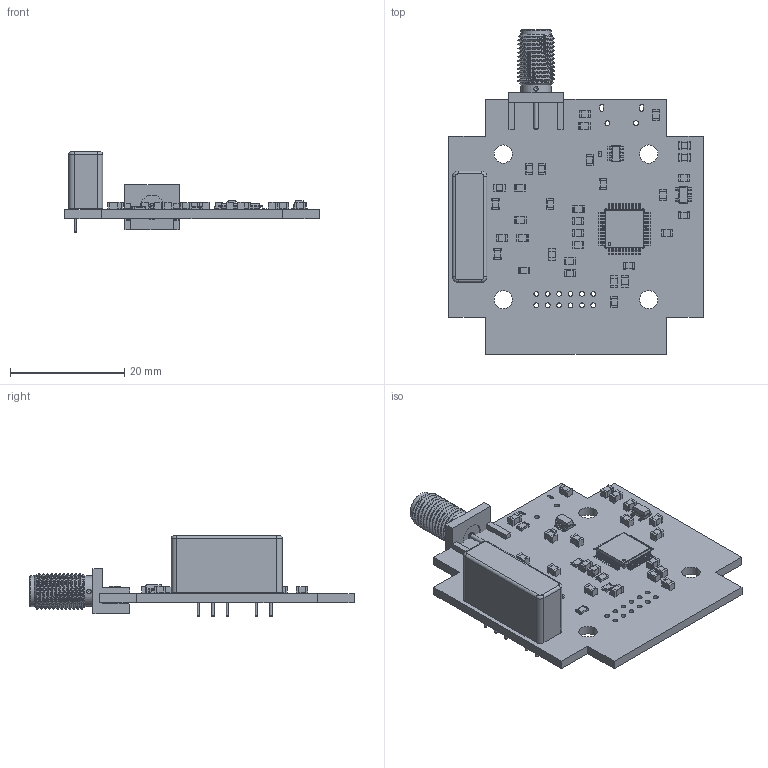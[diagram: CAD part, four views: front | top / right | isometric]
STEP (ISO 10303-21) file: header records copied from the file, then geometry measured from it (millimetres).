
FILE_DESCRIPTION(('KiCad electronic assembly'),'2;1');
FILE_NAME('gFocus.step','2025-04-15T15:53:42',('Pcbnew'),('Kicad'), 'Open CASCADE STEP processor 7.8','KiCad to STEP converter','Unknown' );
FILE_SCHEMA(('AUTOMOTIVE_DESIGN { 1 0 10303 214 1 1 1 1 }'));
Length unit declared in the file: millimetre
Products named in the file (20): gFocus 1; Converter_DCDC_Murata_NMAxxxxSC_THT; Converter_DCDC_muRata_NMAxxxxSC_THT; C_0805_2012Metric; R_0805_2012Metric; SOT-23-6; SOT_23_6; TQFP-48_7x7mm_P0.5mm; TQFP_48_7x7mm_P05mm; D_SOD-882; L_0805_2012Metric; SOT-23-5; SOT_23_5; SMA_Amphenol_132289_EdgeMount; _autosave-gFocus_PCB
Assembly tree (49 placements, depth 3):
  gFocus 1
    Converter_DCDC_Murata_NMAxxxxSC_THT
      Converter_DCDC_muRata_NMAxxxxSC_THT
    C_0805_2012Metric  x23
      C_0805_2012Metric
    R_0805_2012Metric  x8
      R_0805_2012Metric
    SOT-23-6
      SOT_23_6
    TQFP-48_7x7mm_P0.5mm
      TQFP_48_7x7mm_P05mm
    D_SOD-882
      D_SOD-882
    L_0805_2012Metric  x2
      L_0805_2012Metric
    SOT-23-5
      SOT_23_5
    SMA_Amphenol_132289_EdgeMount
      SMA_Amphenol_132289_EdgeMount
    _autosave-gFocus_PCB
Bounding box: 44.6 x 56.79 x 14.1 mm (x, y, z)
Volume: 4568.9 mm3; surface area: 6000.8 mm2
Topology: 40 solids, 40 shells, 2115 faces, 5494 edges, 3524 vertices
Faces by surface type: plane 1252, cylinder 664, bspline 178, torus 9, cone 8, sphere 4
Full cylindrical faces by diameter (mm): 0.5 x6, 0.7 x5, 0.76 x1, 0.85 x14, 0.97 x1, 1.27 x1, 3.2 x4, 4 x1, 4.2 x1, 4.597 x1, 5.385 x2, 6.35 x10
Entity records: 53853 total; most frequent: CARTESIAN_POINT 14163, ORIENTED_EDGE 6716, DIRECTION 6133, EDGE_CURVE 3358, LINE 2461, VECTOR 2461, VERTEX_POINT 2112, AXIS2_PLACEMENT_3D 1836
